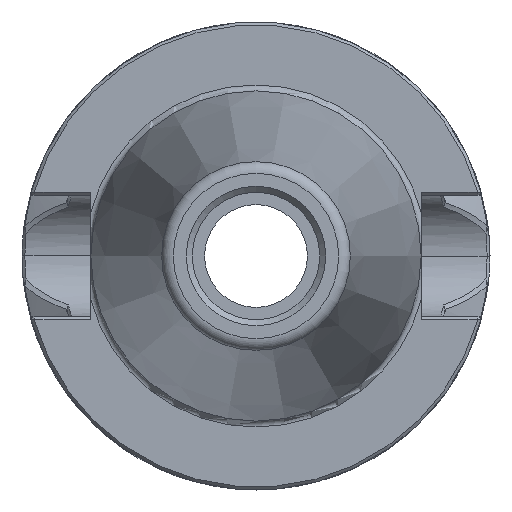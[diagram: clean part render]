
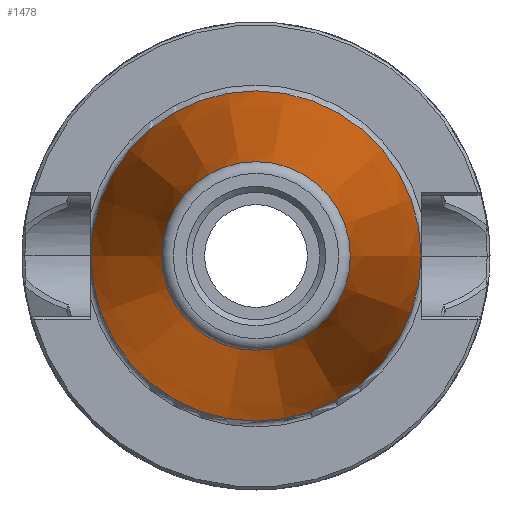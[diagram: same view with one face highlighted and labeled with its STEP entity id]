
A CAD part, left-side view. The second image highlights one B-rep face of the part: STEP entity #1478.
In plain terms, the highlighted conical face has half-angle 8.445 degrees and reference radius 17.363 mm.
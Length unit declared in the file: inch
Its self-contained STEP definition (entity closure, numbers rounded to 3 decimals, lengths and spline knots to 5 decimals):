
#266=FACE_OUTER_BOUND('',#354,.T.);
#354=EDGE_LOOP('',(#1335,#1336,#1337,#1338,#1339));
#431=LINE('',#3425,#500);
#500=VECTOR('',#1954,0.68356);
#546=CIRCLE('',#1622,0.875);
#547=CIRCLE('',#1623,0.50004);
#548=CIRCLE('',#1624,0.50004);
#697=VERTEX_POINT('',#3422);
#698=VERTEX_POINT('',#3424);
#699=VERTEX_POINT('',#3426);
#915=EDGE_CURVE('',#697,#697,#546,.T.);
#916=EDGE_CURVE('',#697,#698,#431,.T.);
#917=EDGE_CURVE('',#699,#698,#547,.T.);
#918=EDGE_CURVE('',#698,#699,#548,.T.);
#1335=ORIENTED_EDGE('',*,*,#915,.T.);
#1336=ORIENTED_EDGE('',*,*,#916,.T.);
#1337=ORIENTED_EDGE('',*,*,#917,.F.);
#1338=ORIENTED_EDGE('',*,*,#918,.F.);
#1339=ORIENTED_EDGE('',*,*,#916,.F.);
#1402=CONICAL_SURFACE('',#1621,0.68356,0.147);
#1478=ADVANCED_FACE('',(#266),#1402,.T.);
#1621=AXIS2_PLACEMENT_3D('',#3421,#1950,#1951);
#1622=AXIS2_PLACEMENT_3D('',#3423,#1952,#1953);
#1623=AXIS2_PLACEMENT_3D('',#3427,#1955,#1956);
#1624=AXIS2_PLACEMENT_3D('',#3428,#1957,#1958);
#1950=DIRECTION('center_axis',(1.,0.,0.));
#1951=DIRECTION('ref_axis',(0.,-1.,0.));
#1952=DIRECTION('center_axis',(-1.,0.,0.));
#1953=DIRECTION('ref_axis',(0.,0.,1.));
#1954=DIRECTION('',(-0.989,-0.147,0.));
#1955=DIRECTION('center_axis',(-1.,0.,0.));
#1956=DIRECTION('ref_axis',(0.,1.,0.));
#1957=DIRECTION('center_axis',(-1.,0.,0.));
#1958=DIRECTION('ref_axis',(0.,1.,0.));
#3421=CARTESIAN_POINT('Origin',(-1.28937,0.,0.));
#3422=CARTESIAN_POINT('',(0.,0.875,0.));
#3423=CARTESIAN_POINT('Origin',(0.,0.,0.));
#3424=CARTESIAN_POINT('',(-2.52542,0.50004,0.));
#3425=CARTESIAN_POINT('',(-1.28937,0.68356,0.));
#3426=CARTESIAN_POINT('',(-2.52542,0.,-0.50004));
#3427=CARTESIAN_POINT('Origin',(-2.52542,0.,0.));
#3428=CARTESIAN_POINT('Origin',(-2.52542,0.,0.));
